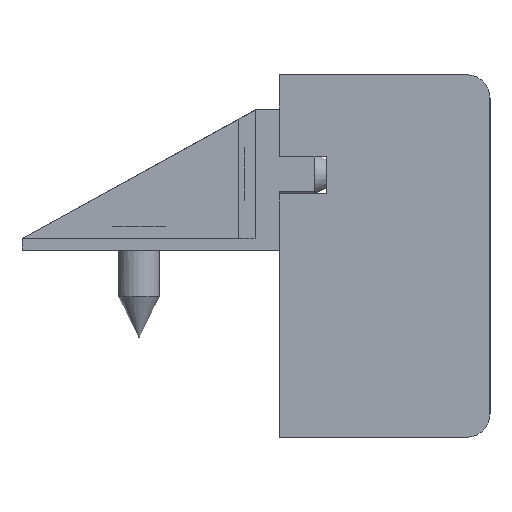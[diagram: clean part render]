
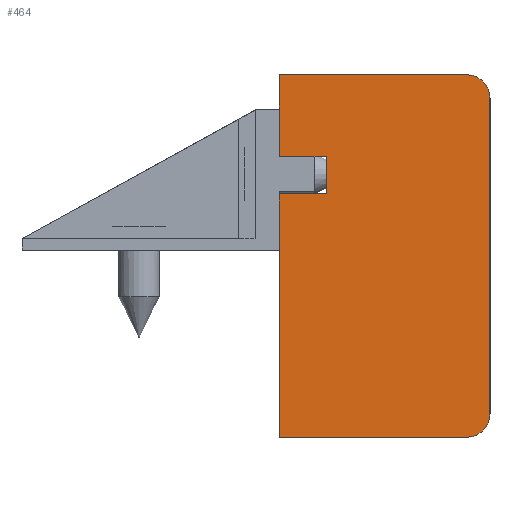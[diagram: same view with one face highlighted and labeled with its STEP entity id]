
A CAD part, left-side view. The second image highlights one B-rep face of the part: STEP entity #464.
In plain terms, the highlighted planar face has unit normal (-1, 0, 0).
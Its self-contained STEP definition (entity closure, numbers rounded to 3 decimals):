
#464=ADVANCED_FACE('',(#1313),#1314,.T.);
#1313=FACE_OUTER_BOUND('',#2676,.T.);
#1314=PLANE('',#2677);
#2676=EDGE_LOOP('',(#4389,#4390,#4391,#4392,#4393,#4394,#4395,#4396,#4397,#4398));
#2677=AXIS2_PLACEMENT_3D('',#4399,#4400,#4401);
#4389=ORIENTED_EDGE('',*,*,#7808,.T.);
#4390=ORIENTED_EDGE('',*,*,#7796,.T.);
#4391=ORIENTED_EDGE('',*,*,#7809,.T.);
#4392=ORIENTED_EDGE('',*,*,#7810,.T.);
#4393=ORIENTED_EDGE('',*,*,#7791,.F.);
#4394=ORIENTED_EDGE('',*,*,#7811,.T.);
#4395=ORIENTED_EDGE('',*,*,#7799,.F.);
#4396=ORIENTED_EDGE('',*,*,#7804,.T.);
#4397=ORIENTED_EDGE('',*,*,#7812,.T.);
#4398=ORIENTED_EDGE('',*,*,#7813,.T.);
#4399=CARTESIAN_POINT('',(-502.5,-135.0,781.5));
#4400=DIRECTION('',(-1.0,0.,0.0));
#4401=DIRECTION('',(0.,1.0,0.0));
#7791=EDGE_CURVE('',#9136,#9138,#9139,.T.);
#7796=EDGE_CURVE('',#9147,#9145,#9148,.T.);
#7799=EDGE_CURVE('',#9151,#9152,#9153,.T.);
#7804=EDGE_CURVE('',#9151,#9160,#9161,.T.);
#7808=EDGE_CURVE('',#9166,#9147,#9167,.T.);
#7809=EDGE_CURVE('',#9145,#9168,#9169,.T.);
#7810=EDGE_CURVE('',#9168,#9138,#9170,.T.);
#7811=EDGE_CURVE('',#9136,#9152,#9171,.T.);
#7812=EDGE_CURVE('',#9160,#9172,#9173,.T.);
#7813=EDGE_CURVE('',#9172,#9166,#9174,.T.);
#9136=VERTEX_POINT('',#11107);
#9138=VERTEX_POINT('',#11110);
#9139=LINE('',#11111,#11112);
#9145=VERTEX_POINT('',#11119);
#9147=VERTEX_POINT('',#11122);
#9148=CIRCLE('',#11123,2.0);
#9151=VERTEX_POINT('',#11127);
#9152=VERTEX_POINT('',#11128);
#9153=LINE('',#11129,#11130);
#9160=VERTEX_POINT('',#11140);
#9161=LINE('',#11141,#11142);
#9166=VERTEX_POINT('',#11149);
#9167=LINE('',#11150,#11151);
#9168=VERTEX_POINT('',#11152);
#9169=LINE('',#11153,#11154);
#9170=LINE('',#11155,#11156);
#9171=LINE('',#11157,#11158);
#9172=VERTEX_POINT('',#11159);
#9173=LINE('',#11160,#11161);
#9174=CIRCLE('',#11162,2.0);
#11107=CARTESIAN_POINT('',(-502.5,-139.0,774.5));
#11110=CARTESIAN_POINT('',(-502.5,-135.0,774.5));
#11111=CARTESIAN_POINT('',(-502.5,-139.0,774.5));
#11112=VECTOR('',#14564,1.0);
#11119=CARTESIAN_POINT('',(-502.5,-151.0,781.5));
#11122=CARTESIAN_POINT('',(-502.5,-153.0,779.5));
#11123=AXIS2_PLACEMENT_3D('',#14570,#14571,#14572);
#11127=CARTESIAN_POINT('',(-502.5,-135.0,771.3));
#11128=CARTESIAN_POINT('',(-502.5,-139.0,771.3));
#11129=CARTESIAN_POINT('',(-502.5,-19.0,771.3));
#11130=VECTOR('',#14574,1.0);
#11140=CARTESIAN_POINT('',(-502.5,-135.0,750.5));
#11141=CARTESIAN_POINT('',(-502.5,-135.0,781.5));
#11142=VECTOR('',#14578,1.0);
#11149=CARTESIAN_POINT('',(-502.5,-153.0,752.5));
#11150=CARTESIAN_POINT('',(-502.5,-153.0,750.5));
#11151=VECTOR('',#14581,1.0);
#11152=CARTESIAN_POINT('',(-502.5,-135.0,781.5));
#11153=CARTESIAN_POINT('',(-502.5,-153.0,781.5));
#11154=VECTOR('',#14582,1.0);
#11155=CARTESIAN_POINT('',(-502.5,-135.0,781.5));
#11156=VECTOR('',#14583,1.0);
#11157=CARTESIAN_POINT('',(-502.5,-139.0,781.5));
#11158=VECTOR('',#14584,1.0);
#11159=CARTESIAN_POINT('',(-502.5,-151.0,750.5));
#11160=CARTESIAN_POINT('',(-502.5,-135.0,750.5));
#11161=VECTOR('',#14585,1.0);
#11162=AXIS2_PLACEMENT_3D('',#14586,#14587,#14588);
#14564=DIRECTION('',(0.,1.0,0.));
#14570=CARTESIAN_POINT('',(-502.5,-151.0,779.5));
#14571=DIRECTION('',(-1.0,0.,0.0));
#14572=DIRECTION('',(0.0,0.0,1.0));
#14574=DIRECTION('',(0.,-1.0,0.));
#14578=DIRECTION('',(0.0,0.0,-1.0));
#14581=DIRECTION('',(0.0,0.0,1.0));
#14582=DIRECTION('',(0.,1.0,0.0));
#14583=DIRECTION('',(0.0,0.0,-1.0));
#14584=DIRECTION('',(0.0,0.0,-1.0));
#14585=DIRECTION('',(0.,-1.0,0.0));
#14586=CARTESIAN_POINT('',(-502.5,-151.0,752.5));
#14587=DIRECTION('',(-1.0,0.,0.0));
#14588=DIRECTION('',(0.0,0.0,1.0));
